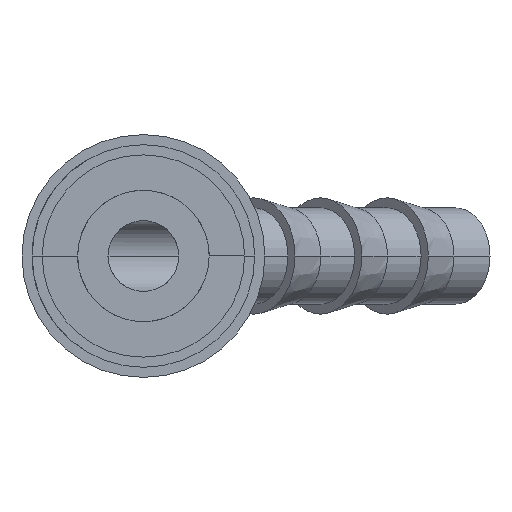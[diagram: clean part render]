
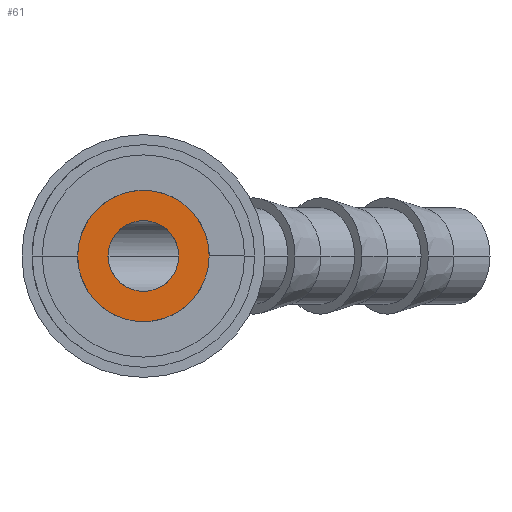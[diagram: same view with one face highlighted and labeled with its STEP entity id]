
A CAD part, left-side view. The second image highlights one B-rep face of the part: STEP entity #61.
In plain terms, the highlighted planar face has unit normal (-1, 0, 0).
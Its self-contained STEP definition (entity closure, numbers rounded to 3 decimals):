
#61 = ADVANCED_FACE ( 'NONE', ( #7150, #7651 ), #263, .F. ) ;
#208 = ORIENTED_EDGE ( 'NONE', *, *, #2522, .T. ) ;
#263 = PLANE ( 'NONE',  #4396 ) ;
#490 = AXIS2_PLACEMENT_3D ( 'NONE', #2284, #3521, #7297 ) ;
#492 = ORIENTED_EDGE ( 'NONE', *, *, #6405, .F. ) ;
#813 = CARTESIAN_POINT ( 'NONE',  ( 10., 0., -6.5 ) ) ;
#844 = DIRECTION ( 'NONE',  ( 0., 0., -1. ) ) ;
#847 = VERTEX_POINT ( 'NONE', #5014 ) ;
#930 = DIRECTION ( 'NONE',  ( 1., 0., 0. ) ) ;
#971 = ORIENTED_EDGE ( 'NONE', *, *, #5435, .T. ) ;
#1143 = CIRCLE ( 'NONE', #5983, 3.5 ) ;
#1263 = CIRCLE ( 'NONE', #5055, 6.5 ) ;
#1371 = EDGE_CURVE ( 'NONE', #5787, #2403, #1263, .T. ) ;
#1413 = CIRCLE ( 'NONE', #490, 6.5 ) ;
#1534 = DIRECTION ( 'NONE',  ( 1., 0., 0. ) ) ;
#1583 = DIRECTION ( 'NONE',  ( 0., 0., -1. ) ) ;
#1828 = DIRECTION ( 'NONE',  ( 1., 0., 0. ) ) ;
#1987 = DIRECTION ( 'NONE',  ( 1., 0., 0. ) ) ;
#2097 = ORIENTED_EDGE ( 'NONE', *, *, #1371, .F. ) ;
#2140 = CARTESIAN_POINT ( 'NONE',  ( 10., 0., 0. ) ) ;
#2284 = CARTESIAN_POINT ( 'NONE',  ( 10., 0., 0. ) ) ;
#2403 = VERTEX_POINT ( 'NONE', #813 ) ;
#2522 = EDGE_CURVE ( 'NONE', #847, #5934, #1143, .T. ) ;
#2802 = DIRECTION ( 'NONE',  ( 0., 0., -1. ) ) ;
#3331 = CARTESIAN_POINT ( 'NONE',  ( 10., -3.5, 0. ) ) ;
#3521 = DIRECTION ( 'NONE',  ( 1., 0., 0. ) ) ;
#4396 = AXIS2_PLACEMENT_3D ( 'NONE', #2140, #1987, #844 ) ;
#4511 = CARTESIAN_POINT ( 'NONE',  ( 10., 0., 6.5 ) ) ;
#5014 = CARTESIAN_POINT ( 'NONE',  ( 10., 3.5, 0. ) ) ;
#5025 = CARTESIAN_POINT ( 'NONE',  ( 10., 0., 0. ) ) ;
#5055 = AXIS2_PLACEMENT_3D ( 'NONE', #5382, #1534, #2802 ) ;
#5382 = CARTESIAN_POINT ( 'NONE',  ( 10., 0., 0. ) ) ;
#5435 = EDGE_CURVE ( 'NONE', #5934, #847, #7956, .T. ) ;
#5787 = VERTEX_POINT ( 'NONE', #4511 ) ;
#5934 = VERTEX_POINT ( 'NONE', #3331 ) ;
#5983 = AXIS2_PLACEMENT_3D ( 'NONE', #7772, #930, #1583 ) ;
#6384 = AXIS2_PLACEMENT_3D ( 'NONE', #5025, #1828, #7990 ) ;
#6405 = EDGE_CURVE ( 'NONE', #2403, #5787, #1413, .T. ) ;
#6533 = EDGE_LOOP ( 'NONE', ( #2097, #492 ) ) ;
#7150 = FACE_BOUND ( 'NONE', #7327, .T. ) ;
#7297 = DIRECTION ( 'NONE',  ( 0., 0., -1. ) ) ;
#7327 = EDGE_LOOP ( 'NONE', ( #971, #208 ) ) ;
#7651 = FACE_OUTER_BOUND ( 'NONE', #6533, .T. ) ;
#7772 = CARTESIAN_POINT ( 'NONE',  ( 10., 0., 0. ) ) ;
#7956 = CIRCLE ( 'NONE', #6384, 3.5 ) ;
#7990 = DIRECTION ( 'NONE',  ( 0., 0., -1. ) ) ;
